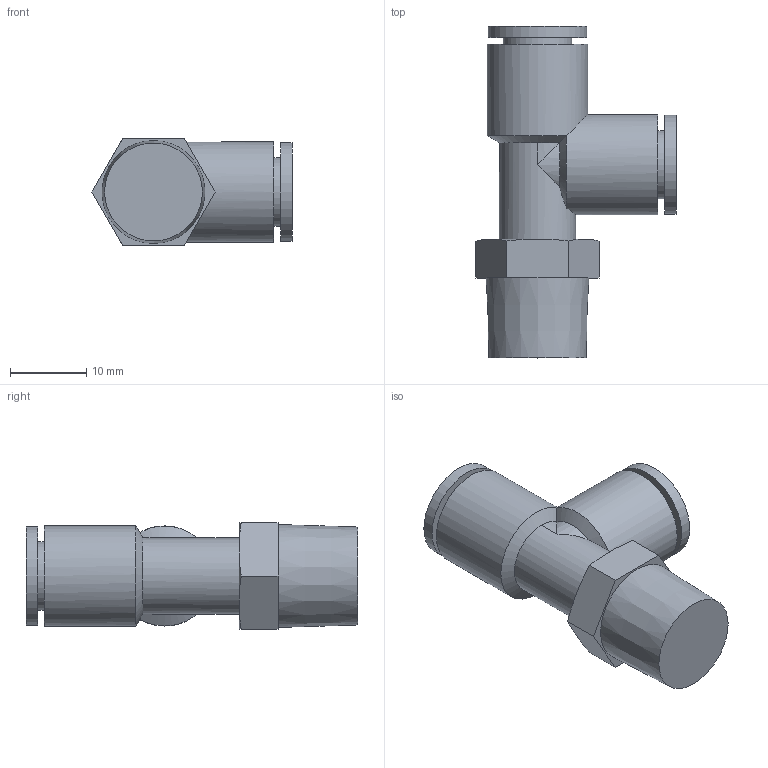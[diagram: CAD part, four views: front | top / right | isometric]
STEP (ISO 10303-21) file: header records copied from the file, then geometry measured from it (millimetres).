
FILE_DESCRIPTION( ( 'STEP AP214' ), '1' );
FILE_NAME( 'KQ2Y08-02AS.stp', '2020-05-13T14:16:18', ( 'License CC BY-ND 4.0' ), ( 'CADENAS' ), ' ', 'PARTsolutions', ' ' );
FILE_SCHEMA( ( 'AUTOMOTIVE_DESIGN { 1 0 10303 214 1 1 1 1 }' ) );
Length unit declared in the file: millimetre
Products named in the file (1): _KQ2Y08-02AS
Bounding box: 26.28 x 43.6 x 14 mm (x, y, z)
Volume: 5670.9 mm3; surface area: 3698.4 mm2
Topology: 1 solids, 1 shells, 39 faces, 88 edges, 59 vertices
Faces by surface type: plane 17, cylinder 12, cone 10
Full cylindrical faces by diameter (mm): 8 x2, 8.95 x2, 10 x1, 13 x2, 13.15 x1, 13.2 x1
Entity records: 1390 total; most frequent: CARTESIAN_POINT 279, DIRECTION 162, ORIENTED_EDGE 146, EDGE_CURVE 73, AXIS2_PLACEMENT_3D 72, EDGE_LOOP 56, VERTEX_POINT 55, FACE_OUTER_BOUND 47
